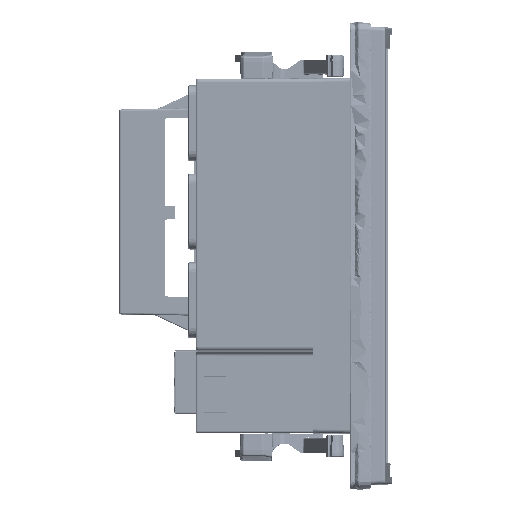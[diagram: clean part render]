
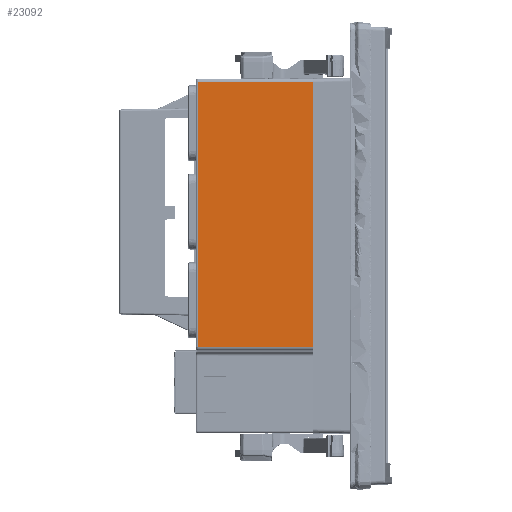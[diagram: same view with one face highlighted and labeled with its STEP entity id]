
A CAD part, top view. The second image highlights one B-rep face of the part: STEP entity #23092.
In plain terms, the highlighted planar face has unit normal (0, 0, 1).
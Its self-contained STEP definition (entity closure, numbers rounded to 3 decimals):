
#2222=PLANE('',#75958);
#10333=LINE('',#118369,#17804);
#11263=LINE('',#121926,#18734);
#11264=LINE('',#121928,#18735);
#11265=LINE('',#121930,#18736);
#17804=VECTOR('',#89552,1.);
#18734=VECTOR('',#92174,1.);
#18735=VECTOR('',#92175,1.);
#18736=VECTOR('',#92176,1.);
#23092=ADVANCED_FACE('',(#26376),#2222,.T.);
#26376=FACE_OUTER_BOUND('',#29908,.T.);
#29908=EDGE_LOOP('',(#45687,#45688,#45689,#45690));
#45687=ORIENTED_EDGE('',*,*,#67058,.T.);
#45688=ORIENTED_EDGE('',*,*,#65613,.T.);
#45689=ORIENTED_EDGE('',*,*,#67059,.T.);
#45690=ORIENTED_EDGE('',*,*,#67060,.T.);
#55587=VERTEX_POINT('',#118368);
#55588=VERTEX_POINT('',#118370);
#56626=VERTEX_POINT('',#121927);
#56627=VERTEX_POINT('',#121929);
#65613=EDGE_CURVE('',#55588,#55587,#10333,.T.);
#67058=EDGE_CURVE('',#56626,#55588,#11263,.T.);
#67059=EDGE_CURVE('',#55587,#56627,#11264,.T.);
#67060=EDGE_CURVE('',#56627,#56626,#11265,.T.);
#75958=AXIS2_PLACEMENT_3D('',#121931,#92177,#92178);
#89552=DIRECTION('',(0.,-1.,0.));
#92174=DIRECTION('',(-1.,0.,0.));
#92175=DIRECTION('',(1.,0.,0.));
#92176=DIRECTION('',(0.,1.,0.));
#92177=DIRECTION('',(0.,0.,1.));
#92178=DIRECTION('',(1.,0.,0.));
#118368=CARTESIAN_POINT('',(-41.594,-23.358,44.598));
#118369=CARTESIAN_POINT('',(-41.594,0.,44.598));
#118370=CARTESIAN_POINT('',(-41.594,44.494,44.598));
#121926=CARTESIAN_POINT('',(-42.13,44.494,44.598));
#121927=CARTESIAN_POINT('',(-12.082,44.494,44.598));
#121928=CARTESIAN_POINT('',(-5.099,-23.358,44.598));
#121929=CARTESIAN_POINT('',(-12.082,-23.358,44.598));
#121930=CARTESIAN_POINT('',(-12.082,0.,44.598));
#121931=CARTESIAN_POINT('',(-42.13,0.,44.598));
